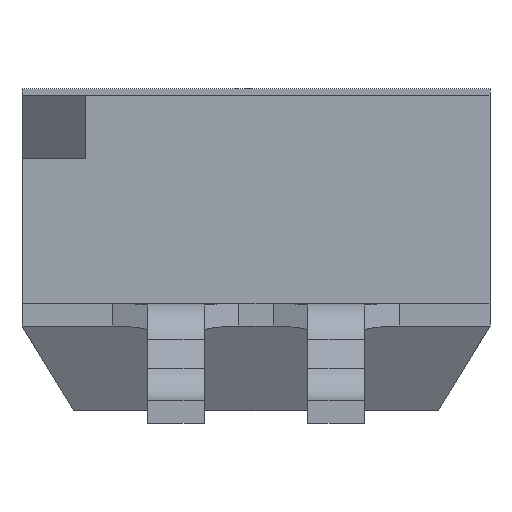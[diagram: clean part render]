
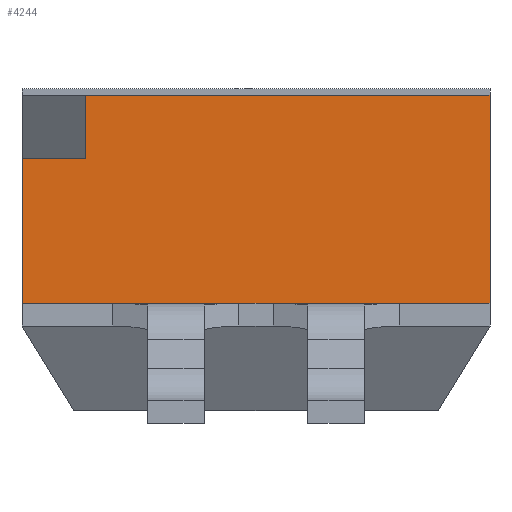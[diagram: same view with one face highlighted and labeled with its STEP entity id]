
A CAD part, front view. The second image highlights one B-rep face of the part: STEP entity #4244.
In plain terms, the highlighted planar face has unit normal (0, -1, 0).
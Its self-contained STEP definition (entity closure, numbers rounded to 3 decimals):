
#754=ORIENTED_EDGE('',*,*,#1694,.F.);
#755=ORIENTED_EDGE('',*,*,#1743,.F.);
#756=ORIENTED_EDGE('',*,*,#1744,.F.);
#757=ORIENTED_EDGE('',*,*,#1728,.T.);
#758=ORIENTED_EDGE('',*,*,#1671,.T.);
#759=ORIENTED_EDGE('',*,*,#1745,.F.);
#1671=EDGE_CURVE('',#2194,#2196,#2660,.T.);
#1694=EDGE_CURVE('',#2219,#2220,#2683,.T.);
#1728=EDGE_CURVE('',#2252,#2194,#2693,.T.);
#1743=EDGE_CURVE('',#2263,#2219,#2708,.T.);
#1744=EDGE_CURVE('',#2252,#2263,#2709,.T.);
#1745=EDGE_CURVE('',#2220,#2196,#2710,.T.);
#2194=VERTEX_POINT('',#6836);
#2196=VERTEX_POINT('',#6840);
#2219=VERTEX_POINT('',#6889);
#2220=VERTEX_POINT('',#6891);
#2252=VERTEX_POINT('',#7083);
#2263=VERTEX_POINT('',#7111);
#2660=LINE('',#6841,#3161);
#2683=LINE('',#6890,#3184);
#2693=LINE('',#7082,#3194);
#2708=LINE('',#7110,#3209);
#2709=LINE('',#7112,#3210);
#2710=LINE('',#7113,#3211);
#3161=VECTOR('',#5714,1000.);
#3184=VECTOR('',#5743,1000.);
#3194=VECTOR('',#5755,1000.);
#3209=VECTOR('',#5774,1000.);
#3210=VECTOR('',#5775,1000.);
#3211=VECTOR('',#5776,1000.);
#3551=EDGE_LOOP('',(#754,#755,#756,#757,#758,#759));
#3800=FACE_BOUND('',#3551,.T.);
#4034=PLANE('',#5095);
#4244=ADVANCED_FACE('',(#3800),#4034,.F.);
#5095=AXIS2_PLACEMENT_3D('',#7109,#5772,#5773);
#5714=DIRECTION('',(1.,0.,0.));
#5743=DIRECTION('',(1.,0.,0.));
#5755=DIRECTION('',(0.,0.,-1.));
#5772=DIRECTION('',(0.,1.,0.));
#5773=DIRECTION('',(-1.,0.,0.));
#5774=DIRECTION('',(0.,0.,1.));
#5775=DIRECTION('',(1.,0.,0.));
#5776=DIRECTION('',(0.,0.,-1.));
#6836=CARTESIAN_POINT('',(-1.855,-2.9,0.));
#6840=CARTESIAN_POINT('',(1.855,-2.9,0.));
#6841=CARTESIAN_POINT('',(-1.855,-2.9,0.));
#6889=CARTESIAN_POINT('',(-1.355,-2.9,1.65));
#6890=CARTESIAN_POINT('',(-1.855,-2.9,1.65));
#6891=CARTESIAN_POINT('',(1.855,-2.9,1.65));
#7082=CARTESIAN_POINT('',(-1.855,-2.9,1.65));
#7083=CARTESIAN_POINT('',(-1.855,-2.9,1.15));
#7109=CARTESIAN_POINT('',(-1.855,-2.9,1.65));
#7110=CARTESIAN_POINT('',(-1.355,-2.9,1.15));
#7111=CARTESIAN_POINT('',(-1.355,-2.9,1.15));
#7112=CARTESIAN_POINT('',(-1.855,-2.9,1.15));
#7113=CARTESIAN_POINT('',(1.855,-2.9,1.65));
